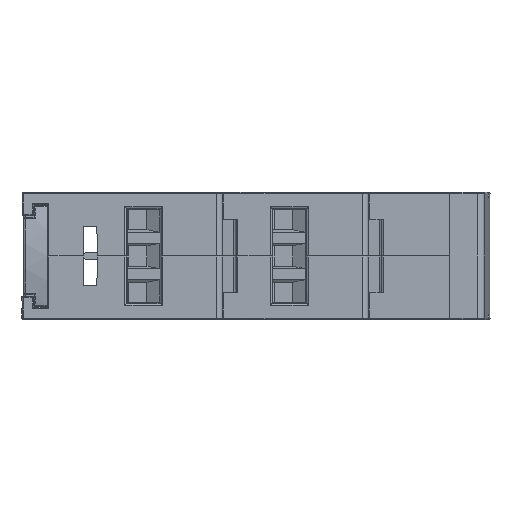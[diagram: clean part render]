
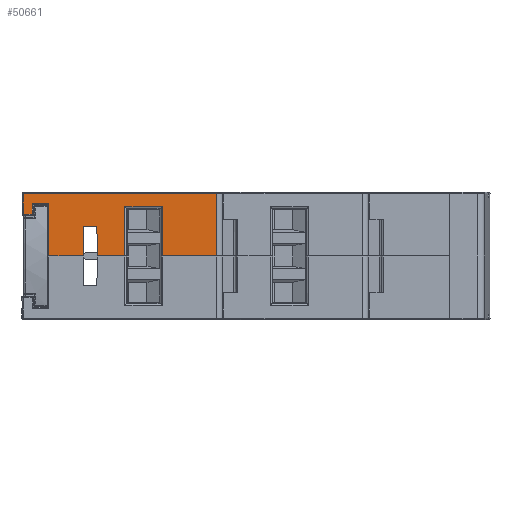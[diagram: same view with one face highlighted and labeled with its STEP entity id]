
A CAD part, front view. The second image highlights one B-rep face of the part: STEP entity #50661.
In plain terms, the highlighted planar face has unit normal (0, -1, 0).
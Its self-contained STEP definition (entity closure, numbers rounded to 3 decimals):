
#750 = CARTESIAN_POINT ( 'NONE',  ( -41.001, -50.719, 7.825 ) ) ;
#773 = CARTESIAN_POINT ( 'NONE',  ( -64.801, -50.719, 8.025 ) ) ;
#934 = CARTESIAN_POINT ( 'NONE',  ( -67.101, -50.719, 6.475 ) ) ;
#1068 = DIRECTION ( 'NONE',  ( 0., 0., -1. ) ) ;
#1432 = VERTEX_POINT ( 'NONE', #52343 ) ;
#1575 = CARTESIAN_POINT ( 'NONE',  ( -68.301, -50.719, 8.025 ) ) ;
#4419 = EDGE_CURVE ( 'NONE', #10529, #19527, #18494, .T. ) ;
#5363 = ORIENTED_EDGE ( 'NONE', *, *, #7438, .T. ) ;
#5409 = CARTESIAN_POINT ( 'NONE',  ( -64.801, -50.719, 6.475 ) ) ;
#5594 = VERTEX_POINT ( 'NONE', #10084 ) ;
#5915 = EDGE_CURVE ( 'NONE', #49473, #10597, #48620, .T. ) ;
#6265 = DIRECTION ( 'NONE',  ( 0., 0., -1. ) ) ;
#6570 = VECTOR ( 'NONE', #41276, 1000. ) ;
#7354 = VERTEX_POINT ( 'NONE', #19007 ) ;
#7438 = EDGE_CURVE ( 'NONE', #1432, #10529, #49502, .T. ) ;
#7499 = DIRECTION ( 'NONE',  ( -0.009, 0., -1. ) ) ;
#8256 = ORIENTED_EDGE ( 'NONE', *, *, #34969, .T. ) ;
#9102 = ORIENTED_EDGE ( 'NONE', *, *, #33697, .T. ) ;
#10084 = CARTESIAN_POINT ( 'NONE',  ( -49.218, -50.719, -0.725 ) ) ;
#10420 = LINE ( 'NONE', #750, #41931 ) ;
#10529 = VERTEX_POINT ( 'NONE', #40063 ) ;
#10597 = VERTEX_POINT ( 'NONE', #40601 ) ;
#11150 = EDGE_CURVE ( 'NONE', #5594, #49473, #40784, .T. ) ;
#11949 = LINE ( 'NONE', #19674, #29941 ) ;
#12106 = ORIENTED_EDGE ( 'NONE', *, *, #4419, .T. ) ;
#13772 = LINE ( 'NONE', #24277, #45963 ) ;
#14694 = EDGE_CURVE ( 'NONE', #20077, #41446, #37905, .T. ) ;
#14884 = ORIENTED_EDGE ( 'NONE', *, *, #20545, .T. ) ;
#15310 = DIRECTION ( 'NONE',  ( 1., 0., 0. ) ) ;
#15760 = VECTOR ( 'NONE', #7499, 1000. ) ;
#15885 = ORIENTED_EDGE ( 'NONE', *, *, #11150, .T. ) ;
#16253 = CARTESIAN_POINT ( 'NONE',  ( -41.801, -50.719, -0.725 ) ) ;
#16879 = FACE_OUTER_BOUND ( 'NONE', #28838, .T. ) ;
#16972 = CARTESIAN_POINT ( 'NONE',  ( -49.218, -50.719, 8.025 ) ) ;
#17385 = VECTOR ( 'NONE', #1068, 1000. ) ;
#17589 = EDGE_CURVE ( 'NONE', #25383, #49344, #30584, .T. ) ;
#18494 = LINE ( 'NONE', #43668, #24344 ) ;
#18857 = LINE ( 'NONE', #50840, #21459 ) ;
#19007 = CARTESIAN_POINT ( 'NONE',  ( -64.801, -50.719, -0.725 ) ) ;
#19527 = VERTEX_POINT ( 'NONE', #22282 ) ;
#19620 = CARTESIAN_POINT ( 'NONE',  ( -67.101, -50.719, 4.975 ) ) ;
#19674 = CARTESIAN_POINT ( 'NONE',  ( -41.001, -50.719, 6.475 ) ) ;
#20077 = VERTEX_POINT ( 'NONE', #46354 ) ;
#20340 = DIRECTION ( 'NONE',  ( 0., 0., 1. ) ) ;
#20545 = EDGE_CURVE ( 'NONE', #27879, #40582, #11949, .T. ) ;
#21459 = VECTOR ( 'NONE', #26226, 1000. ) ;
#22282 = CARTESIAN_POINT ( 'NONE',  ( -49.218, -50.719, 6.008 ) ) ;
#22564 = DIRECTION ( 'NONE',  ( 0., 1., 0. ) ) ;
#23105 = PLANE ( 'NONE',  #44140 ) ;
#23590 = LINE ( 'NONE', #52066, #44111 ) ;
#23742 = DIRECTION ( 'NONE',  ( -1., 0., 0. ) ) ;
#24277 = CARTESIAN_POINT ( 'NONE',  ( -41.001, -50.719, 3.275 ) ) ;
#24344 = VECTOR ( 'NONE', #15310, 1000. ) ;
#24467 = CARTESIAN_POINT ( 'NONE',  ( -58.184, -50.719, -0.725 ) ) ;
#24817 = VECTOR ( 'NONE', #20340, 1000. ) ;
#25042 = LINE ( 'NONE', #1575, #42366 ) ;
#25383 = VERTEX_POINT ( 'NONE', #37327 ) ;
#25405 = DIRECTION ( 'NONE',  ( 0., 0., 1. ) ) ;
#25938 = LINE ( 'NONE', #33350, #46472 ) ;
#26098 = VERTEX_POINT ( 'NONE', #53056 ) ;
#26226 = DIRECTION ( 'NONE',  ( 1., 0., 0. ) ) ;
#26601 = EDGE_CURVE ( 'NONE', #43276, #42046, #52434, .T. ) ;
#26882 = DIRECTION ( 'NONE',  ( -1., 0., 0. ) ) ;
#26990 = VECTOR ( 'NONE', #27215, 1000. ) ;
#27215 = DIRECTION ( 'NONE',  ( 1., 0., 0. ) ) ;
#27725 = ORIENTED_EDGE ( 'NONE', *, *, #40444, .T. ) ;
#27879 = VERTEX_POINT ( 'NONE', #934 ) ;
#28369 = LINE ( 'NONE', #16972, #17385 ) ;
#28380 = ORIENTED_EDGE ( 'NONE', *, *, #14694, .T. ) ;
#28812 = CARTESIAN_POINT ( 'NONE',  ( -41.001, -50.719, -0.725 ) ) ;
#28838 = EDGE_LOOP ( 'NONE', ( #15885, #31803, #41784, #43665, #28380, #45851, #14884, #46295, #9102, #45591, #44895, #49281, #8256, #5363, #12106, #27725 ) ) ;
#28988 = CARTESIAN_POINT ( 'NONE',  ( -41.801, -50.719, 8.025 ) ) ;
#29877 = EDGE_CURVE ( 'NONE', #26098, #20077, #25042, .T. ) ;
#29941 = VECTOR ( 'NONE', #32496, 1000. ) ;
#30584 = LINE ( 'NONE', #44343, #15760 ) ;
#31803 = ORIENTED_EDGE ( 'NONE', *, *, #5915, .T. ) ;
#32115 = CARTESIAN_POINT ( 'NONE',  ( -60.119, -50.719, -0.725 ) ) ;
#32496 = DIRECTION ( 'NONE',  ( 1., 0., 0. ) ) ;
#32836 = VECTOR ( 'NONE', #44175, 1000. ) ;
#32962 = DIRECTION ( 'NONE',  ( 1., 0., 0. ) ) ;
#33350 = CARTESIAN_POINT ( 'NONE',  ( -67.101, -50.719, 8.025 ) ) ;
#33697 = EDGE_CURVE ( 'NONE', #7354, #49344, #23590, .T. ) ;
#34662 = EDGE_CURVE ( 'NONE', #42046, #25383, #13772, .T. ) ;
#34969 = EDGE_CURVE ( 'NONE', #43276, #1432, #18857, .T. ) ;
#37327 = CARTESIAN_POINT ( 'NONE',  ( -60.084, -50.719, 3.275 ) ) ;
#37905 = LINE ( 'NONE', #52002, #26990 ) ;
#39081 = CARTESIAN_POINT ( 'NONE',  ( -41.001, -50.719, 8.025 ) ) ;
#39803 = DIRECTION ( 'NONE',  ( 1., 0., 0. ) ) ;
#40063 = CARTESIAN_POINT ( 'NONE',  ( -54.385, -50.719, 6.008 ) ) ;
#40444 = EDGE_CURVE ( 'NONE', #19527, #5594, #28369, .T. ) ;
#40582 = VERTEX_POINT ( 'NONE', #5409 ) ;
#40601 = CARTESIAN_POINT ( 'NONE',  ( -41.801, -50.719, 7.825 ) ) ;
#40784 = LINE ( 'NONE', #28812, #42074 ) ;
#41276 = DIRECTION ( 'NONE',  ( 0., 0., -1. ) ) ;
#41446 = VERTEX_POINT ( 'NONE', #19620 ) ;
#41784 = ORIENTED_EDGE ( 'NONE', *, *, #44793, .T. ) ;
#41931 = VECTOR ( 'NONE', #26882, 1000. ) ;
#42046 = VERTEX_POINT ( 'NONE', #43632 ) ;
#42074 = VECTOR ( 'NONE', #32962, 1000. ) ;
#42366 = VECTOR ( 'NONE', #6265, 1000. ) ;
#43276 = VERTEX_POINT ( 'NONE', #24467 ) ;
#43632 = CARTESIAN_POINT ( 'NONE',  ( -58.219, -50.719, 3.275 ) ) ;
#43665 = ORIENTED_EDGE ( 'NONE', *, *, #29877, .T. ) ;
#43668 = CARTESIAN_POINT ( 'NONE',  ( -41.001, -50.719, 6.008 ) ) ;
#44111 = VECTOR ( 'NONE', #39803, 1000. ) ;
#44140 = AXIS2_PLACEMENT_3D ( 'NONE', #39081, #22564, #47191 ) ;
#44175 = DIRECTION ( 'NONE',  ( 0., 0., 1. ) ) ;
#44343 = CARTESIAN_POINT ( 'NONE',  ( -60.041, -50.719, 8.191 ) ) ;
#44575 = DIRECTION ( 'NONE',  ( -0.009, 0., 1. ) ) ;
#44793 = EDGE_CURVE ( 'NONE', #10597, #26098, #10420, .T. ) ;
#44895 = ORIENTED_EDGE ( 'NONE', *, *, #34662, .F. ) ;
#45245 = EDGE_CURVE ( 'NONE', #41446, #27879, #25938, .T. ) ;
#45591 = ORIENTED_EDGE ( 'NONE', *, *, #17589, .F. ) ;
#45851 = ORIENTED_EDGE ( 'NONE', *, *, #45245, .T. ) ;
#45963 = VECTOR ( 'NONE', #23742, 1000. ) ;
#46295 = ORIENTED_EDGE ( 'NONE', *, *, #50509, .T. ) ;
#46354 = CARTESIAN_POINT ( 'NONE',  ( -68.301, -50.719, 4.975 ) ) ;
#46472 = VECTOR ( 'NONE', #25405, 1000. ) ;
#47191 = DIRECTION ( 'NONE',  ( -1., 0., 0. ) ) ;
#48620 = LINE ( 'NONE', #28988, #24817 ) ;
#48700 = CARTESIAN_POINT ( 'NONE',  ( -54.385, -50.719, 8.025 ) ) ;
#49281 = ORIENTED_EDGE ( 'NONE', *, *, #26601, .F. ) ;
#49344 = VERTEX_POINT ( 'NONE', #32115 ) ;
#49473 = VERTEX_POINT ( 'NONE', #16253 ) ;
#49502 = LINE ( 'NONE', #48700, #32836 ) ;
#50509 = EDGE_CURVE ( 'NONE', #40582, #7354, #50967, .T. ) ;
#50661 = ADVANCED_FACE ( 'NONE', ( #16879 ), #23105, .F. ) ;
#50840 = CARTESIAN_POINT ( 'NONE',  ( -41.001, -50.719, -0.725 ) ) ;
#50967 = LINE ( 'NONE', #773, #6570 ) ;
#51130 = VECTOR ( 'NONE', #44575, 1000. ) ;
#52002 = CARTESIAN_POINT ( 'NONE',  ( -41.001, -50.719, 4.975 ) ) ;
#52066 = CARTESIAN_POINT ( 'NONE',  ( -41.001, -50.719, -0.725 ) ) ;
#52343 = CARTESIAN_POINT ( 'NONE',  ( -54.385, -50.719, -0.725 ) ) ;
#52434 = LINE ( 'NONE', #52698, #51130 ) ;
#52698 = CARTESIAN_POINT ( 'NONE',  ( -58.259, -50.719, 7.874 ) ) ;
#53056 = CARTESIAN_POINT ( 'NONE',  ( -68.301, -50.719, 7.825 ) ) ;
